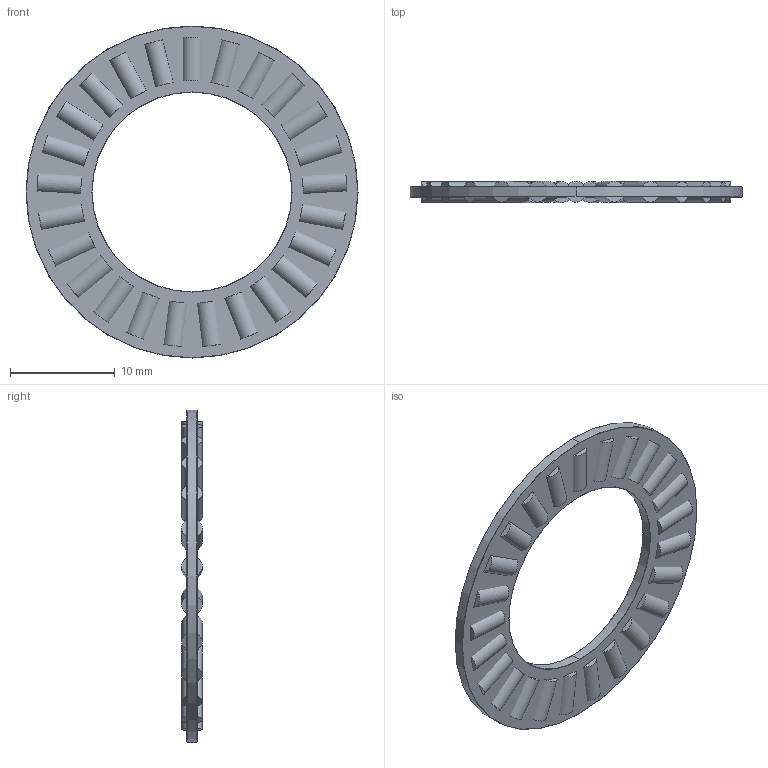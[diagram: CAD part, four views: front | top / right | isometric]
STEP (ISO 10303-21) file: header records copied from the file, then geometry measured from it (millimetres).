
FILE_DESCRIPTION (( 'STEP AP203' ), '1' );
FILE_NAME ('5909K33.STEP', '2017-08-21T13:18:01', ( '' ), ( '' ), 'SwSTEP 2.0', 'SolidWorks 2016', '' );
FILE_SCHEMA (( 'CONFIG_CONTROL_DESIGN' ));
Length unit declared in the file: inch
Products named in the file (1): 5909K33
Bounding box: 31.75 x 1.98 x 31.75 mm (x, y, z)
Volume: 627.2 mm3; surface area: 1922.8 mm2
Topology: 26 solids, 26 shells, 239 faces, 553 edges, 366 vertices
Faces by surface type: cylinder 129, plane 102, torus 8
Entity records: 7030 total; most frequent: DIRECTION 1307, CARTESIAN_POINT 1159, ORIENTED_EDGE 1106, EDGE_CURVE 553, AXIS2_PLACEMENT_3D 514, VERTEX_POINT 366, EDGE_LOOP 291, LINE 279
